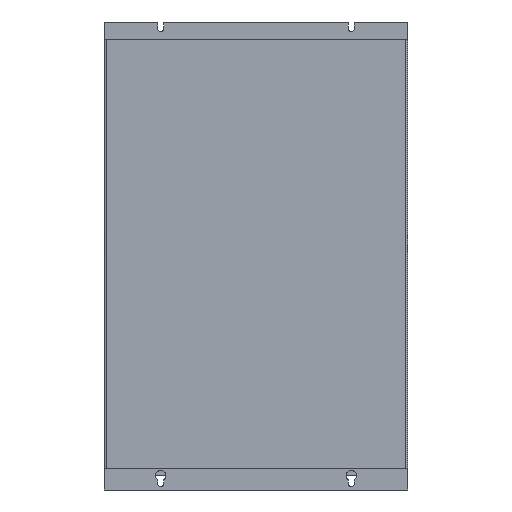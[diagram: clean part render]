
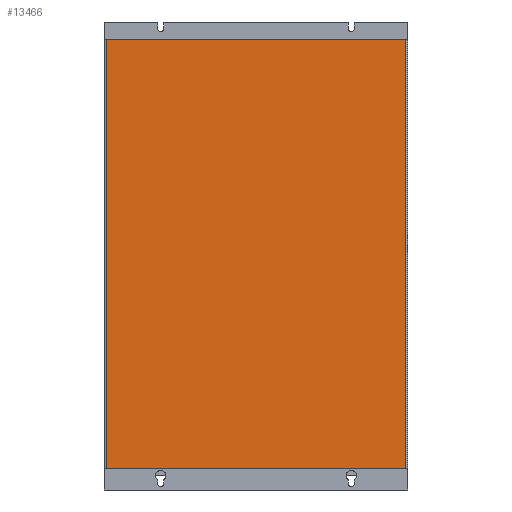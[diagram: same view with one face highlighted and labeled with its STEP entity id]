
A CAD part, front view. The second image highlights one B-rep face of the part: STEP entity #13466.
In plain terms, the highlighted planar face has unit normal (0, -1, 0).
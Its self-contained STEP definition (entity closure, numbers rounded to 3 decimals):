
#24 = CARTESIAN_POINT ( 'NONE',  ( -173., 0., 250. ) ) ;
#213 = EDGE_CURVE ( 'NONE', #13958, #3785, #14573, .T. ) ;
#247 = CARTESIAN_POINT ( 'NONE',  ( 175., 0., 250. ) ) ;
#479 = DIRECTION ( 'NONE',  ( -1., 0., 0. ) ) ;
#1094 = AXIS2_PLACEMENT_3D ( 'NONE', #2928, #14004, #7808 ) ;
#1862 = ORIENTED_EDGE ( 'NONE', *, *, #13340, .T. ) ;
#2139 = VECTOR ( 'NONE', #479, 1000. ) ;
#2679 = EDGE_LOOP ( 'NONE', ( #5261, #5897, #15689, #1862 ) ) ;
#2836 = CARTESIAN_POINT ( 'NONE',  ( 173., 0., -245. ) ) ;
#2928 = CARTESIAN_POINT ( 'NONE',  ( -173., 0., 270. ) ) ;
#2973 = VERTEX_POINT ( 'NONE', #24 ) ;
#3785 = VERTEX_POINT ( 'NONE', #2836 ) ;
#5188 = CARTESIAN_POINT ( 'NONE',  ( -173., 0., 270. ) ) ;
#5261 = ORIENTED_EDGE ( 'NONE', *, *, #15041, .T. ) ;
#5284 = DIRECTION ( 'NONE',  ( 1., 0., 0. ) ) ;
#5897 = ORIENTED_EDGE ( 'NONE', *, *, #13454, .T. ) ;
#6487 = DIRECTION ( 'NONE',  ( 0., 0., -1. ) ) ;
#7644 = LINE ( 'NONE', #11635, #10454 ) ;
#7808 = DIRECTION ( 'NONE',  ( 0., 0., -1. ) ) ;
#8749 = CARTESIAN_POINT ( 'NONE',  ( -173., 0., -245. ) ) ;
#10454 = VECTOR ( 'NONE', #5284, 1000. ) ;
#10637 = VECTOR ( 'NONE', #11473, 1000. ) ;
#10776 = CARTESIAN_POINT ( 'NONE',  ( 173., 0., 250. ) ) ;
#11239 = VECTOR ( 'NONE', #6487, 1000. ) ;
#11399 = LINE ( 'NONE', #247, #2139 ) ;
#11473 = DIRECTION ( 'NONE',  ( 0., 0., -1. ) ) ;
#11635 = CARTESIAN_POINT ( 'NONE',  ( -175., 0., -245. ) ) ;
#11936 = FACE_OUTER_BOUND ( 'NONE', #2679, .T. ) ;
#12093 = VERTEX_POINT ( 'NONE', #8749 ) ;
#12619 = PLANE ( 'NONE',  #1094 ) ;
#13340 = EDGE_CURVE ( 'NONE', #13958, #2973, #11399, .T. ) ;
#13454 = EDGE_CURVE ( 'NONE', #12093, #3785, #7644, .T. ) ;
#13466 = ADVANCED_FACE ( 'NONE', ( #11936 ), #12619, .T. ) ;
#13958 = VERTEX_POINT ( 'NONE', #10776 ) ;
#13984 = LINE ( 'NONE', #5188, #11239 ) ;
#14004 = DIRECTION ( 'NONE',  ( 0., -1., 0. ) ) ;
#14573 = LINE ( 'NONE', #15133, #10637 ) ;
#15041 = EDGE_CURVE ( 'NONE', #2973, #12093, #13984, .T. ) ;
#15133 = CARTESIAN_POINT ( 'NONE',  ( 173., 0., 270. ) ) ;
#15689 = ORIENTED_EDGE ( 'NONE', *, *, #213, .F. ) ;
